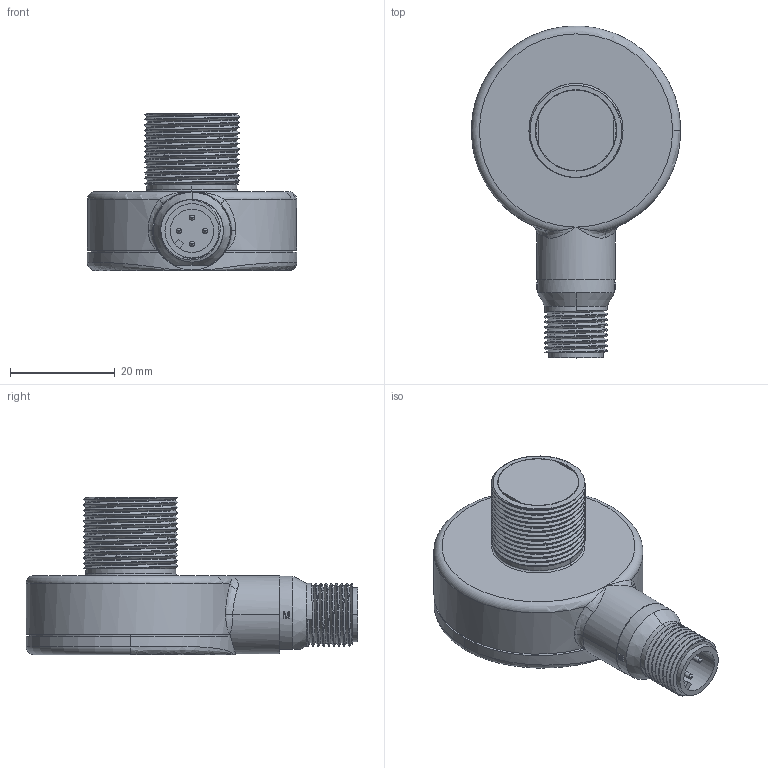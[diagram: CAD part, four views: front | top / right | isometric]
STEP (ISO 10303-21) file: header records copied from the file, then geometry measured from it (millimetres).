
FILE_DESCRIPTION((''),'2;1');
FILE_NAME('155315_SW','2010-12-03T',('banengservice'),('BANNER ENGINEERING'),'PRO/ENGINEER BY PARAMETRIC TECHNOLOGY CORPORATION, 2009141','PRO/ENGINEER BY PARAMETRIC TECHNOLOGY CORPORATION, 2009141','');
FILE_SCHEMA(('CONFIG_CONTROL_DESIGN'));
Length unit declared in the file: inch
Products named in the file (1): 155315_SW
Bounding box: 40.01 x 63.47 x 30.14 mm (x, y, z)
Volume: 8824.2 mm3; surface area: 15961.8 mm2
Topology: 2 solids, 3 shells, 382 faces, 945 edges, 601 vertices
Faces by surface type: cylinder 149, plane 148, bspline 38, cone 18, torus 17, extrusion 6, sphere 4, revolution 2
Entity records: 26528 total; most frequent: CARTESIAN_POINT 17650, ORIENTED_EDGE 1878, DIRECTION 1755, EDGE_CURVE 939, AXIS2_PLACEMENT_3D 652, VERTEX_POINT 601, VECTOR 449, LINE 443
